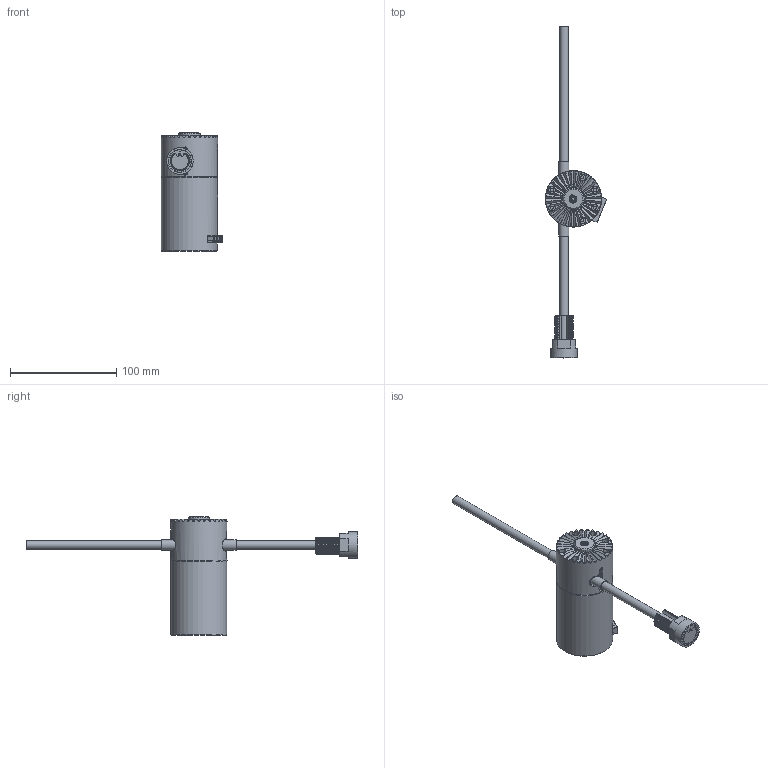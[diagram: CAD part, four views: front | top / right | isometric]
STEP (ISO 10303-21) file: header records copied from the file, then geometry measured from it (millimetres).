
FILE_DESCRIPTION(/* description */ (''),/* implementation_level */ '2;1');
FILE_NAME(/* name */ 'AIM Aspen Step.step',/* time_stamp */ '2024-10-18T14:16:03-05:00',/* author */ (''),/* organization */ (''),/* preprocessor_version */ 'ST-DEVELOPER v20',/* originating_system */ 'Autodesk Translation Framework v13.20.0.188',/* authorisation */ '');
FILE_SCHEMA (('AUTOMOTIVE_DESIGN { 1 0 10303 214 3 1 1 }'));
Length unit declared in the file: millimetre
Products named in the file (1): Configuration 1
Bounding box: 57.82 x 313 x 112.1 mm (x, y, z)
Volume: 248634.4 mm3; surface area: 57394 mm2
Topology: 9 solids, 9 shells, 919 faces, 2531 edges, 1654 vertices
Faces by surface type: plane 459, cylinder 330, bspline 92, cone 30, torus 7, sphere 1
Full cylindrical faces by diameter (mm): 1.9 x6, 2 x3, 2.529 x24, 2.8 x1, 3 x6, 3.086 x8, 3.332 x12, 4.109 x5, 6.117 x1, 6.2 x6, 7.95 x2, 8 x5, 9.6 x2, 16.526 x7, 18.203 x7, 20 x2, 21.4 x2, 22 x2, 24 x1, 25 x1, 53 x2
Entity records: 53038 total; most frequent: CARTESIAN_POINT 30549, ORIENTED_EDGE 5050, DIRECTION 3899, EDGE_CURVE 2525, VERTEX_POINT 1654, AXIS2_PLACEMENT_3D 1305, LINE 1289, VECTOR 1289
